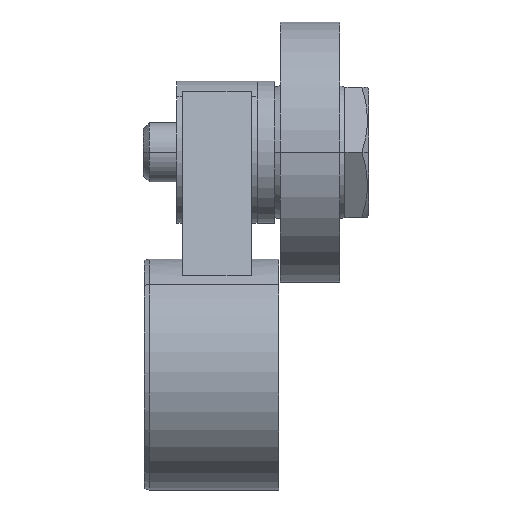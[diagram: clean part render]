
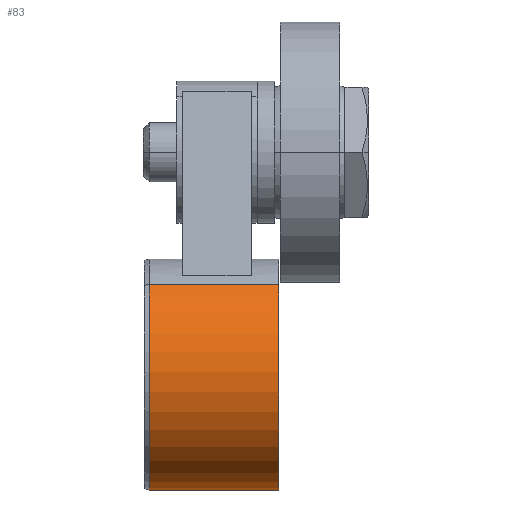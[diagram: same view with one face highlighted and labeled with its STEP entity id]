
A CAD part, left-side view. The second image highlights one B-rep face of the part: STEP entity #83.
In plain terms, the highlighted cylindrical face has radius 9.75 mm (diameter 19.5 mm), a partial arc.
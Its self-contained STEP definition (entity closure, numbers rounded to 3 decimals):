
#83=ADVANCED_FACE('',(#265),#266,.T.);
#265=FACE_OUTER_BOUND('',#625,.T.);
#266=CYLINDRICAL_SURFACE('',#626,9.75);
#625=EDGE_LOOP('',(#1059,#1060,#1061,#1062));
#626=AXIS2_PLACEMENT_3D('',#1063,#1064,#1065);
#1059=ORIENTED_EDGE('',*,*,#2329,.F.);
#1060=ORIENTED_EDGE('',*,*,#2330,.F.);
#1061=ORIENTED_EDGE('',*,*,#2331,.F.);
#1062=ORIENTED_EDGE('',*,*,#2332,.T.);
#1063=CARTESIAN_POINT('',(0.,-43.5,15.5));
#1064=DIRECTION('',(0.0,-1.0,0.0));
#1065=DIRECTION('',(0.625,0.0,-0.781));
#2329=EDGE_CURVE('',#2788,#2781,#2789,.T.);
#2330=EDGE_CURVE('',#2790,#2788,#2791,.T.);
#2331=EDGE_CURVE('',#2785,#2790,#2792,.T.);
#2332=EDGE_CURVE('',#2785,#2781,#2793,.T.);
#2781=VERTEX_POINT('',#3471);
#2785=VERTEX_POINT('',#3476);
#2788=VERTEX_POINT('',#3480);
#2789=LINE('',#3481,#3482);
#2790=VERTEX_POINT('',#3483);
#2791=CIRCLE('',#3484,9.75);
#2792=LINE('',#3485,#3486);
#2793=CIRCLE('',#3487,9.75);
#3471=CARTESIAN_POINT('',(6.094,-43.95,7.889));
#3476=CARTESIAN_POINT('',(-6.094,-43.95,23.111));
#3480=CARTESIAN_POINT('',(6.094,-54.85,7.889));
#3481=CARTESIAN_POINT('',(6.094,-49.4,7.889));
#3482=VECTOR('',#4393,1.0);
#3483=CARTESIAN_POINT('',(-6.094,-54.85,23.111));
#3484=AXIS2_PLACEMENT_3D('',#4394,#4395,#4396);
#3485=CARTESIAN_POINT('',(-6.094,-49.4,23.111));
#3486=VECTOR('',#4397,1.0);
#3487=AXIS2_PLACEMENT_3D('',#4398,#4399,#4400);
#4393=DIRECTION('',(-0.0,1.0,-0.0));
#4394=CARTESIAN_POINT('',(0.,-54.85,15.5));
#4395=DIRECTION('',(0.0,-1.0,-0.0));
#4396=DIRECTION('',(0.625,0.0,-0.781));
#4397=DIRECTION('',(0.0,-1.0,-0.0));
#4398=CARTESIAN_POINT('',(0.,-43.95,15.5));
#4399=DIRECTION('',(0.0,-1.0,0.0));
#4400=DIRECTION('',(0.625,0.0,-0.781));
